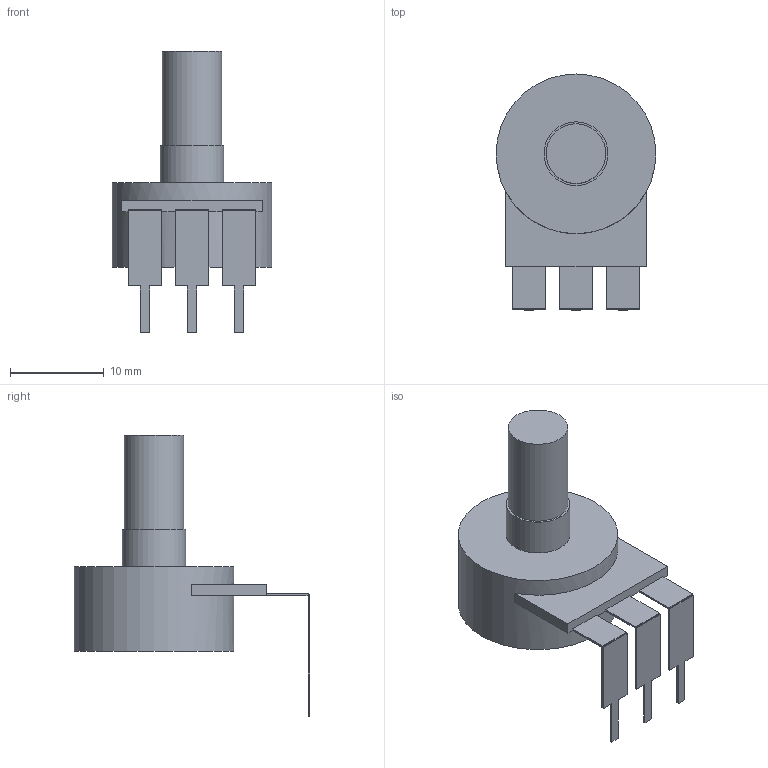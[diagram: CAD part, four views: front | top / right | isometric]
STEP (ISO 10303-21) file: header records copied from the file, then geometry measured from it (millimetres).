
FILE_DESCRIPTION(('FreeCAD Model'),'2;1');
FILE_NAME('Open CASCADE Shape Model','2025-10-29T10:15:43',(''),(''), 'Open CASCADE STEP processor 7.8','FreeCAD','Unknown');
FILE_SCHEMA(('AUTOMOTIVE_DESIGN { 1 0 10303 214 1 1 1 1 }'));
Length unit declared in the file: millimetre
Products named in the file (1): Group001
Bounding box: 17 x 25.1 x 30 mm (x, y, z)
Volume: 2621 mm3; surface area: 1699.5 mm2
Topology: 1 solids, 1 shells, 48 faces, 135 edges, 92 vertices
Faces by surface type: plane 45, cylinder 3
Full cylindrical faces by diameter (mm): 6.35 x1, 6.8 x1, 17 x1
Entity records: 1592 total; most frequent: CARTESIAN_POINT 276, ORIENTED_EDGE 270, DIRECTION 247, EDGE_CURVE 135, LINE 121, VECTOR 121, VERTEX_POINT 92, AXIS2_PLACEMENT_3D 63
